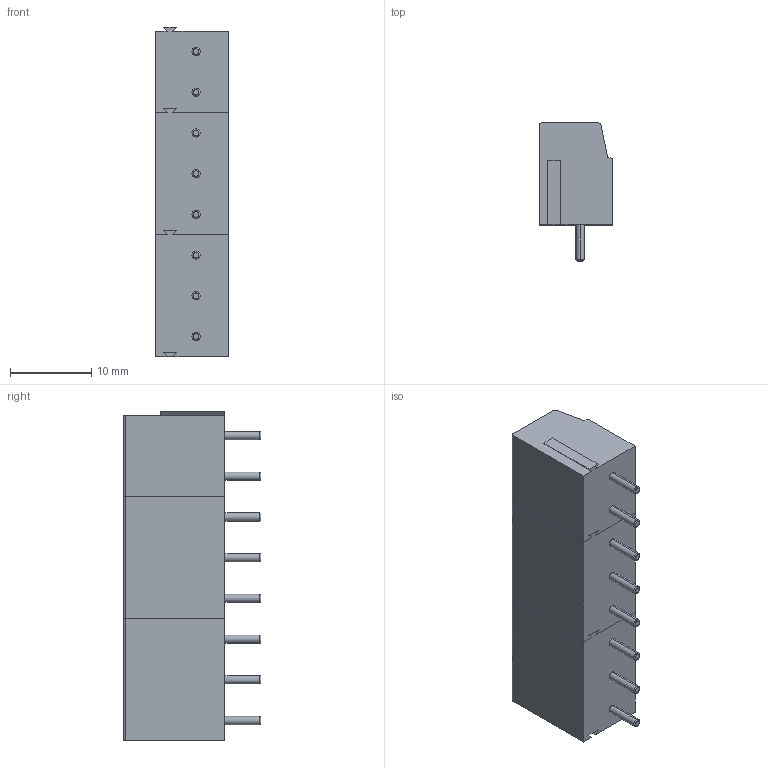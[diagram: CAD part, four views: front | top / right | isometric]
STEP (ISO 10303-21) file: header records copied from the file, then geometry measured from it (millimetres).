
FILE_DESCRIPTION (( 'STEP AP214' ), '1' );
FILE_NAME ('TB001-500-08BE.STEP', '2024-10-29T05:02:55', ( '' ), ( '' ), 'SwSTEP 2.0', 'SolidWorks 2016', '' );
FILE_SCHEMA (( 'AUTOMOTIVE_DESIGN' ));
Length unit declared in the file: millimetre
Products named in the file (3): TB001-500-03P_Blue - S; TB001-500-02P_Blue - S; TB001-500-08BE
Assembly tree (3 placements, depth 2):
  TB001-500-08BE
    TB001-500-02P_Blue - S
    TB001-500-03P_Blue - S  x2
Bounding box: 9 x 16.9 x 40.5 mm (x, y, z)
Volume: 3803.3 mm3; surface area: 3527.9 mm2
Topology: 3 solids, 3 shells, 513 faces, 1321 edges, 862 vertices
Faces by surface type: plane 272, cylinder 153, bspline 72, cone 16
Entity records: 14691 total; most frequent: CARTESIAN_POINT 3423, ORIENTED_EDGE 1664, DIRECTION 1502, EDGE_CURVE 832, VERTEX_POINT 543, AXIS2_PLACEMENT_3D 521, VECTOR 460, LINE 460
